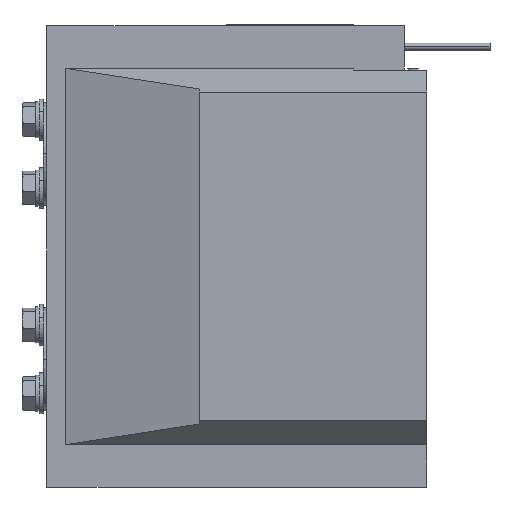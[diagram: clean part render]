
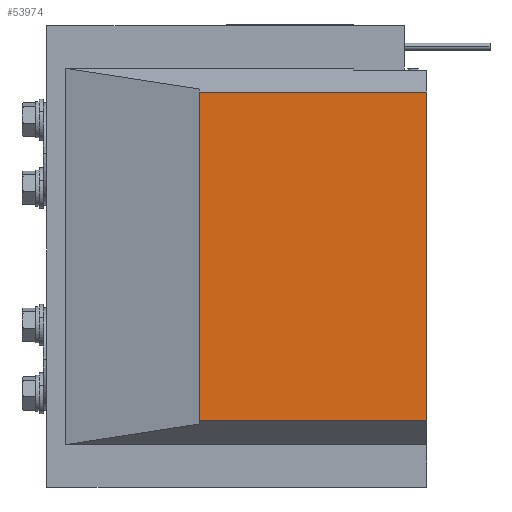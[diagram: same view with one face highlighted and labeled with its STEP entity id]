
A CAD part, left-side view. The second image highlights one B-rep face of the part: STEP entity #53974.
In plain terms, the highlighted planar face has unit normal (-1, 0, 0).
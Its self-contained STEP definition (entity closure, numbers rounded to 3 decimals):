
#6807 = ORIENTED_EDGE ( 'NONE', *, *, #107550, .F. ) ;
#7334 = EDGE_CURVE ( 'NONE', #85395, #150400, #122802, .T. ) ;
#8118 = VECTOR ( 'NONE', #51553, 1000. ) ;
#11614 = AXIS2_PLACEMENT_3D ( 'NONE', #167491, #168121, #81690 ) ;
#12649 = LINE ( 'NONE', #123482, #8118 ) ;
#20725 = CARTESIAN_POINT ( 'NONE',  ( -74., 0., 135. ) ) ;
#30239 = VERTEX_POINT ( 'NONE', #181700 ) ;
#31344 = CARTESIAN_POINT ( 'NONE',  ( -74., 133., -96.144 ) ) ;
#34324 = ORIENTED_EDGE ( 'NONE', *, *, #157024, .F. ) ;
#34345 = CARTESIAN_POINT ( 'NONE',  ( -74., 133., 96.144 ) ) ;
#45962 = DIRECTION ( 'NONE',  ( 0., -1., 0. ) ) ;
#46050 = VECTOR ( 'NONE', #114561, 1000. ) ;
#51553 = DIRECTION ( 'NONE',  ( 0., -1., 0. ) ) ;
#53974 = ADVANCED_FACE ( 'NONE', ( #186141 ), #139195, .F. ) ;
#79054 = VERTEX_POINT ( 'NONE', #168951 ) ;
#81690 = DIRECTION ( 'NONE',  ( 0., 0., -1. ) ) ;
#85395 = VERTEX_POINT ( 'NONE', #34345 ) ;
#88195 = CARTESIAN_POINT ( 'NONE',  ( -74., 222.001, -96.144 ) ) ;
#105061 = EDGE_CURVE ( 'NONE', #150400, #79054, #113709, .T. ) ;
#107081 = DIRECTION ( 'NONE',  ( 0., 0., -1. ) ) ;
#107550 = EDGE_CURVE ( 'NONE', #30239, #79054, #176974, .T. ) ;
#109150 = VECTOR ( 'NONE', #45962, 1000. ) ;
#113709 = LINE ( 'NONE', #88195, #109150 ) ;
#114561 = DIRECTION ( 'NONE',  ( 0., 0., -1. ) ) ;
#121170 = ORIENTED_EDGE ( 'NONE', *, *, #105061, .T. ) ;
#122802 = LINE ( 'NONE', #156806, #46050 ) ;
#123482 = CARTESIAN_POINT ( 'NONE',  ( -74., 222.001, 96.144 ) ) ;
#127436 = EDGE_LOOP ( 'NONE', ( #181858, #121170, #6807, #34324 ) ) ;
#139195 = PLANE ( 'NONE',  #11614 ) ;
#150400 = VERTEX_POINT ( 'NONE', #31344 ) ;
#156806 = CARTESIAN_POINT ( 'NONE',  ( -74., 133., 135. ) ) ;
#157024 = EDGE_CURVE ( 'NONE', #85395, #30239, #12649, .T. ) ;
#167491 = CARTESIAN_POINT ( 'NONE',  ( -74., 133., 135. ) ) ;
#168121 = DIRECTION ( 'NONE',  ( 1., 0., 0. ) ) ;
#168951 = CARTESIAN_POINT ( 'NONE',  ( -74., 0., -96.144 ) ) ;
#176974 = LINE ( 'NONE', #20725, #181525 ) ;
#181525 = VECTOR ( 'NONE', #107081, 1000. ) ;
#181700 = CARTESIAN_POINT ( 'NONE',  ( -74., 0., 96.144 ) ) ;
#181858 = ORIENTED_EDGE ( 'NONE', *, *, #7334, .T. ) ;
#186141 = FACE_OUTER_BOUND ( 'NONE', #127436, .T. ) ;
